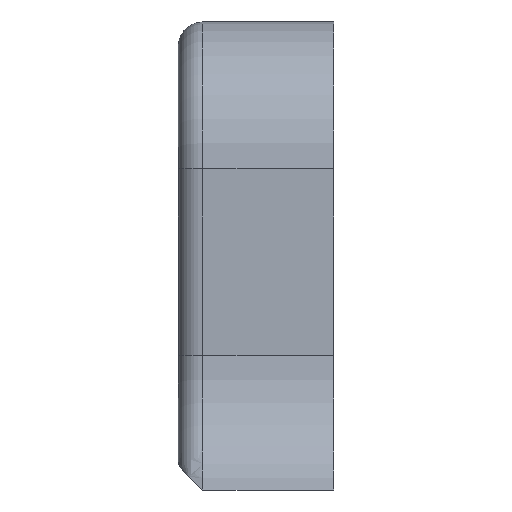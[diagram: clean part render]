
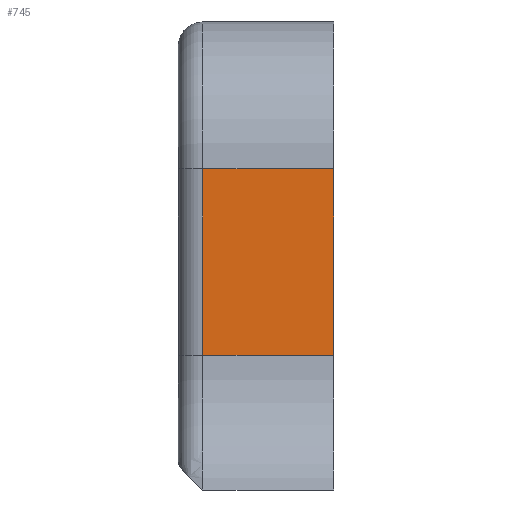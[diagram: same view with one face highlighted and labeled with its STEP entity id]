
A CAD part, left-side view. The second image highlights one B-rep face of the part: STEP entity #745.
In plain terms, the highlighted planar face has unit normal (-1, 0, 0).
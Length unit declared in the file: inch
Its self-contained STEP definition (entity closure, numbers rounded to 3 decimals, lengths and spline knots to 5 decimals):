
#687=CARTESIAN_POINT('',(-2.,1.05315,-2.67987));
#688=VERTEX_POINT('',#687);
#689=CARTESIAN_POINT('',(-2.,0.,-2.67987));
#690=VERTEX_POINT('',#689);
#691=CARTESIAN_POINT('',(-2.,1.05315,-2.67987));
#692=DIRECTION('',(0.,-1.,0.));
#693=VECTOR('',#692,1.05315);
#694=LINE('',#691,#693);
#695=EDGE_CURVE('',#688,#690,#694,.T.);
#715=CARTESIAN_POINT('',(-2.,1.25,-1.1811));
#716=DIRECTION('',(1.,0.,-0.));
#717=DIRECTION('',(-0.,0.,-1.));
#718=AXIS2_PLACEMENT_3D('',#715,#716,#717);
#719=PLANE('',#718);
#720=CARTESIAN_POINT('',(-2.,1.05315,-1.1811));
#721=VERTEX_POINT('',#720);
#722=CARTESIAN_POINT('',(-2.,0.,-1.1811));
#723=VERTEX_POINT('',#722);
#724=CARTESIAN_POINT('',(-2.,1.05315,-1.1811));
#725=DIRECTION('',(0.,-1.,0.));
#726=VECTOR('',#725,1.05315);
#727=LINE('',#724,#726);
#728=EDGE_CURVE('',#721,#723,#727,.T.);
#729=ORIENTED_EDGE('',*,*,#728,.F.);
#730=CARTESIAN_POINT('',(-2.,1.05315,-1.1811));
#731=DIRECTION('',(-0.,-0.,-1.));
#732=VECTOR('',#731,1.49877);
#733=LINE('',#730,#732);
#734=EDGE_CURVE('',#721,#688,#733,.T.);
#735=ORIENTED_EDGE('',*,*,#734,.T.);
#736=ORIENTED_EDGE('',*,*,#695,.T.);
#737=CARTESIAN_POINT('',(-2.,0.,-2.67987));
#738=DIRECTION('',(0.,0.,1.));
#739=VECTOR('',#738,1.49877);
#740=LINE('',#737,#739);
#741=EDGE_CURVE('',#690,#723,#740,.T.);
#742=ORIENTED_EDGE('',*,*,#741,.T.);
#743=EDGE_LOOP('',(#729,#735,#736,#742));
#744=FACE_BOUND('',#743,.T.);
#745=ADVANCED_FACE('',(#744),#719,.F.);
